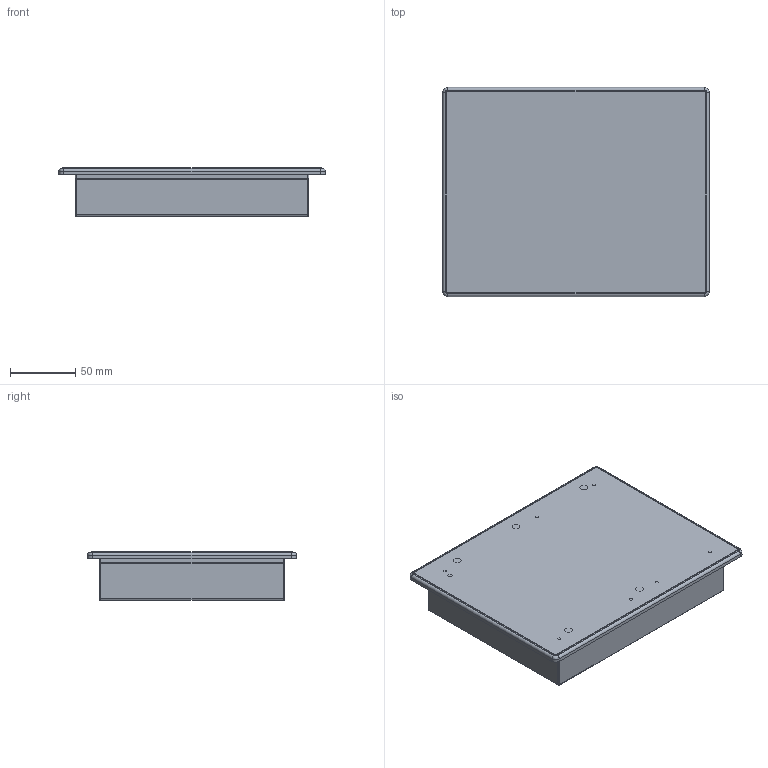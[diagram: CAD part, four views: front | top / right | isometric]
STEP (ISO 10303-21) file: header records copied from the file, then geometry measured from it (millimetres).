
FILE_DESCRIPTION(/* description */ (''),/* implementation_level */ '2;1');
FILE_NAME(/* name */ 'TD710_20180717_Shrinkwrap_1.stp',/* time_stamp */ '2018-07-17T17:19:46+02:00',/* author */ ('ut3'),/* organization */ (''),/* preprocessor_version */ 'ST-DEVELOPER v16.13',/* originating_system */ 'Autodesk Inventor 2018',/* authorisation */ '');
FILE_SCHEMA (('AUTOMOTIVE_DESIGN { 1 0 10303 214 3 1 1 }'));
Length unit declared in the file: millimetre
Products named in the file (1): TD710_20170516_Shrinkwrap_1
Bounding box: 204 x 160 x 37.1 mm (x, y, z)
Volume: 295370.5 mm3; surface area: 223480.9 mm2
Topology: 17 solids, 17 shells, 254 faces, 545 edges, 355 vertices
Faces by surface type: plane 174, cylinder 72, bspline 4, cone 4
Full cylindrical faces by diameter (mm): 2.5 x15, 2.6 x1, 2.8 x19, 3 x1, 3.2 x1, 3.4 x1, 3.5 x4, 6 x5, 10 x1
Entity records: 6902 total; most frequent: CARTESIAN_POINT 1177, DIRECTION 1120, ORIENTED_EDGE 980, EDGE_CURVE 490, AXIS2_PLACEMENT_3D 403, EDGE_LOOP 372, VERTEX_POINT 352, LINE 314
